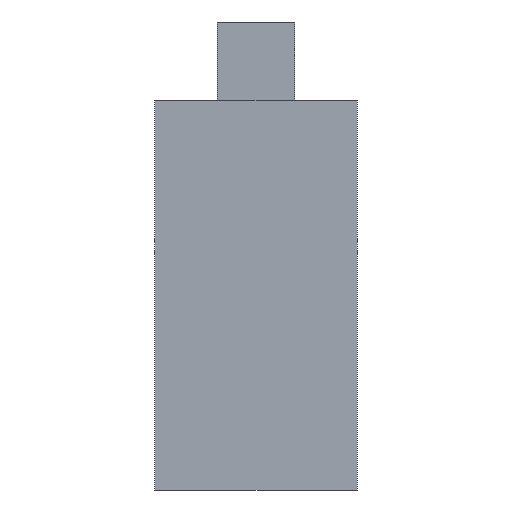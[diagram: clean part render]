
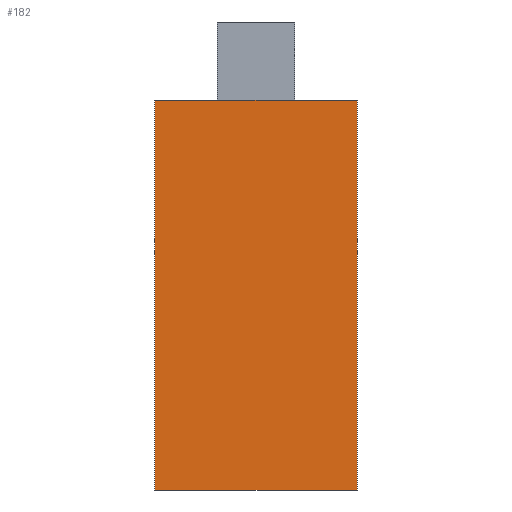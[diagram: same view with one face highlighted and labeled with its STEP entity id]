
A CAD part, front view. The second image highlights one B-rep face of the part: STEP entity #182.
In plain terms, the highlighted planar face has unit normal (0, -1, 0).
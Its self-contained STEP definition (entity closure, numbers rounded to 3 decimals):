
#13 = CARTESIAN_POINT ( 'NONE',  ( -13., 0., -30. ) ) ;
#17 = VERTEX_POINT ( 'NONE', #199 ) ;
#27 = DIRECTION ( 'NONE',  ( 0., 1., 0. ) ) ;
#49 = PLANE ( 'NONE',  #112 ) ;
#60 = VECTOR ( 'NONE', #110, 1000. ) ;
#80 = CARTESIAN_POINT ( 'NONE',  ( -13., 0., 20. ) ) ;
#97 = LINE ( 'NONE', #176, #159 ) ;
#110 = DIRECTION ( 'NONE',  ( -1., 0., 0. ) ) ;
#111 = EDGE_LOOP ( 'NONE', ( #130, #202, #327, #242 ) ) ;
#112 = AXIS2_PLACEMENT_3D ( 'NONE', #123, #27, #233 ) ;
#116 = VERTEX_POINT ( 'NONE', #235 ) ;
#119 = VERTEX_POINT ( 'NONE', #80 ) ;
#123 = CARTESIAN_POINT ( 'NONE',  ( 0., 0., 0. ) ) ;
#130 = ORIENTED_EDGE ( 'NONE', *, *, #196, .F. ) ;
#132 = CARTESIAN_POINT ( 'NONE',  ( -13., 0., 20. ) ) ;
#149 = DIRECTION ( 'NONE',  ( 0., 0., -1. ) ) ;
#159 = VECTOR ( 'NONE', #149, 1000. ) ;
#166 = EDGE_CURVE ( 'NONE', #116, #119, #261, .T. ) ;
#176 = CARTESIAN_POINT ( 'NONE',  ( 13., 0., -30. ) ) ;
#182 = ADVANCED_FACE ( 'NONE', ( #265 ), #49, .F. ) ;
#186 = LINE ( 'NONE', #132, #60 ) ;
#196 = EDGE_CURVE ( 'NONE', #310, #17, #97, .T. ) ;
#199 = CARTESIAN_POINT ( 'NONE',  ( 13., 0., -30. ) ) ;
#202 = ORIENTED_EDGE ( 'NONE', *, *, #296, .T. ) ;
#212 = CARTESIAN_POINT ( 'NONE',  ( 13., 0., 20. ) ) ;
#233 = DIRECTION ( 'NONE',  ( 0., 0., 1. ) ) ;
#235 = CARTESIAN_POINT ( 'NONE',  ( -13., 0., -30. ) ) ;
#242 = ORIENTED_EDGE ( 'NONE', *, *, #312, .F. ) ;
#244 = LINE ( 'NONE', #13, #250 ) ;
#250 = VECTOR ( 'NONE', #319, 1000. ) ;
#261 = LINE ( 'NONE', #287, #267 ) ;
#265 = FACE_OUTER_BOUND ( 'NONE', #111, .T. ) ;
#267 = VECTOR ( 'NONE', #316, 1000. ) ;
#287 = CARTESIAN_POINT ( 'NONE',  ( -13., 0., -30. ) ) ;
#296 = EDGE_CURVE ( 'NONE', #310, #119, #186, .T. ) ;
#310 = VERTEX_POINT ( 'NONE', #212 ) ;
#312 = EDGE_CURVE ( 'NONE', #17, #116, #244, .T. ) ;
#316 = DIRECTION ( 'NONE',  ( 0., 0., 1. ) ) ;
#319 = DIRECTION ( 'NONE',  ( -1., 0., 0. ) ) ;
#327 = ORIENTED_EDGE ( 'NONE', *, *, #166, .F. ) ;
